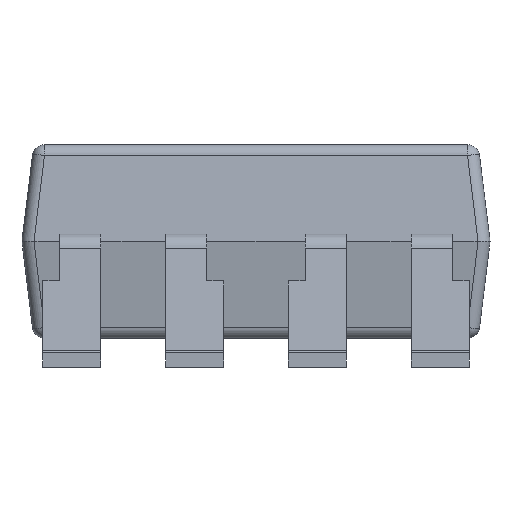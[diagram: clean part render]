
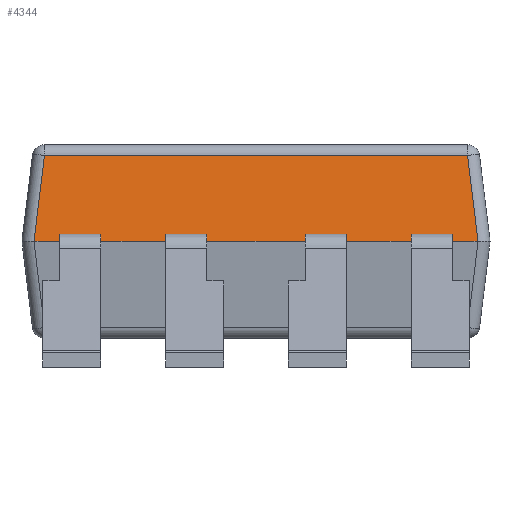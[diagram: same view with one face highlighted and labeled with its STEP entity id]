
A CAD part, front view. The second image highlights one B-rep face of the part: STEP entity #4344.
In plain terms, the highlighted planar face has unit normal (0, -0.993, 0.122).
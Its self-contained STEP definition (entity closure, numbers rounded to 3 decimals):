
#178=PLANE('',#4624);
#370=LINE('',#6165,#887);
#377=LINE('',#6204,#894);
#380=LINE('',#6209,#897);
#456=LINE('',#6409,#973);
#457=LINE('',#6411,#974);
#458=LINE('',#6413,#975);
#459=LINE('',#6415,#976);
#460=LINE('',#6417,#977);
#461=LINE('',#6419,#978);
#462=LINE('',#6421,#979);
#463=LINE('',#6423,#980);
#464=LINE('',#6425,#981);
#465=LINE('',#6427,#982);
#466=LINE('',#6429,#983);
#467=LINE('',#6431,#984);
#468=LINE('',#6433,#985);
#469=LINE('',#6435,#986);
#470=LINE('',#6437,#987);
#471=LINE('',#6439,#988);
#472=LINE('',#6440,#989);
#887=VECTOR('',#4996,10.);
#894=VECTOR('',#5045,10.);
#897=VECTOR('',#5052,10.);
#973=VECTOR('',#5144,10.);
#974=VECTOR('',#5145,10.);
#975=VECTOR('',#5146,10.);
#976=VECTOR('',#5147,10.);
#977=VECTOR('',#5148,10.);
#978=VECTOR('',#5149,10.);
#979=VECTOR('',#5150,10.);
#980=VECTOR('',#5151,10.);
#981=VECTOR('',#5152,10.);
#982=VECTOR('',#5153,10.);
#983=VECTOR('',#5154,10.);
#984=VECTOR('',#5155,10.);
#985=VECTOR('',#5156,10.);
#986=VECTOR('',#5157,10.);
#987=VECTOR('',#5158,10.);
#988=VECTOR('',#5159,10.);
#989=VECTOR('',#5160,10.);
#1463=FACE_OUTER_BOUND('',#1698,.T.);
#1698=EDGE_LOOP('',(#3268,#3269,#3270,#3271,#3272,#3273,#3274,#3275,#3276,
#3277,#3278,#3279,#3280,#3281,#3282,#3283,#3284,#3285,#3286,#3287));
#1994=VERTEX_POINT('',#6067);
#2007=VERTEX_POINT('',#6103);
#2028=VERTEX_POINT('',#6164);
#2036=VERTEX_POINT('',#6194);
#2115=VERTEX_POINT('',#6408);
#2116=VERTEX_POINT('',#6410);
#2117=VERTEX_POINT('',#6412);
#2118=VERTEX_POINT('',#6414);
#2119=VERTEX_POINT('',#6416);
#2120=VERTEX_POINT('',#6418);
#2121=VERTEX_POINT('',#6420);
#2122=VERTEX_POINT('',#6422);
#2123=VERTEX_POINT('',#6424);
#2124=VERTEX_POINT('',#6426);
#2125=VERTEX_POINT('',#6428);
#2126=VERTEX_POINT('',#6430);
#2127=VERTEX_POINT('',#6432);
#2128=VERTEX_POINT('',#6434);
#2129=VERTEX_POINT('',#6436);
#2130=VERTEX_POINT('',#6438);
#2458=EDGE_CURVE('',#2007,#2028,#370,.T.);
#2478=EDGE_CURVE('',#2036,#1994,#377,.T.);
#2481=EDGE_CURVE('',#2028,#2036,#380,.T.);
#2566=EDGE_CURVE('',#2007,#2115,#456,.T.);
#2567=EDGE_CURVE('',#2115,#2116,#457,.T.);
#2568=EDGE_CURVE('',#2116,#2117,#458,.T.);
#2569=EDGE_CURVE('',#2117,#2118,#459,.T.);
#2570=EDGE_CURVE('',#2118,#2119,#460,.T.);
#2571=EDGE_CURVE('',#2119,#2120,#461,.T.);
#2572=EDGE_CURVE('',#2120,#2121,#462,.T.);
#2573=EDGE_CURVE('',#2121,#2122,#463,.T.);
#2574=EDGE_CURVE('',#2122,#2123,#464,.T.);
#2575=EDGE_CURVE('',#2123,#2124,#465,.T.);
#2576=EDGE_CURVE('',#2124,#2125,#466,.T.);
#2577=EDGE_CURVE('',#2125,#2126,#467,.T.);
#2578=EDGE_CURVE('',#2126,#2127,#468,.T.);
#2579=EDGE_CURVE('',#2127,#2128,#469,.T.);
#2580=EDGE_CURVE('',#2128,#2129,#470,.T.);
#2581=EDGE_CURVE('',#2129,#2130,#471,.T.);
#2582=EDGE_CURVE('',#2130,#1994,#472,.T.);
#3268=ORIENTED_EDGE('',*,*,#2458,.F.);
#3269=ORIENTED_EDGE('',*,*,#2566,.T.);
#3270=ORIENTED_EDGE('',*,*,#2567,.T.);
#3271=ORIENTED_EDGE('',*,*,#2568,.T.);
#3272=ORIENTED_EDGE('',*,*,#2569,.T.);
#3273=ORIENTED_EDGE('',*,*,#2570,.T.);
#3274=ORIENTED_EDGE('',*,*,#2571,.T.);
#3275=ORIENTED_EDGE('',*,*,#2572,.T.);
#3276=ORIENTED_EDGE('',*,*,#2573,.T.);
#3277=ORIENTED_EDGE('',*,*,#2574,.T.);
#3278=ORIENTED_EDGE('',*,*,#2575,.T.);
#3279=ORIENTED_EDGE('',*,*,#2576,.T.);
#3280=ORIENTED_EDGE('',*,*,#2577,.T.);
#3281=ORIENTED_EDGE('',*,*,#2578,.T.);
#3282=ORIENTED_EDGE('',*,*,#2579,.T.);
#3283=ORIENTED_EDGE('',*,*,#2580,.T.);
#3284=ORIENTED_EDGE('',*,*,#2581,.T.);
#3285=ORIENTED_EDGE('',*,*,#2582,.T.);
#3286=ORIENTED_EDGE('',*,*,#2478,.F.);
#3287=ORIENTED_EDGE('',*,*,#2481,.F.);
#4344=ADVANCED_FACE('',(#1463),#178,.T.);
#4624=AXIS2_PLACEMENT_3D('',#6407,#5142,#5143);
#4996=DIRECTION('',(0.121,0.121,0.985));
#5045=DIRECTION('',(0.121,-0.121,-0.985));
#5052=DIRECTION('',(1.,0.,0.));
#5142=DIRECTION('center_axis',(0.,-0.993,0.122));
#5143=DIRECTION('ref_axis',(1.,0.,0.));
#5144=DIRECTION('',(1.,0.,0.));
#5145=DIRECTION('',(0.,0.122,0.993));
#5146=DIRECTION('',(1.,0.,0.));
#5147=DIRECTION('',(0.,-0.122,-0.993));
#5148=DIRECTION('',(1.,0.,0.));
#5149=DIRECTION('',(0.,0.122,0.993));
#5150=DIRECTION('',(1.,0.,0.));
#5151=DIRECTION('',(0.,-0.122,-0.993));
#5152=DIRECTION('',(1.,0.,0.));
#5153=DIRECTION('',(0.,0.122,0.993));
#5154=DIRECTION('',(1.,0.,0.));
#5155=DIRECTION('',(0.,-0.122,-0.993));
#5156=DIRECTION('',(1.,0.,0.));
#5157=DIRECTION('',(0.,0.122,0.993));
#5158=DIRECTION('',(1.,0.,0.));
#5159=DIRECTION('',(0.,-0.122,-0.993));
#5160=DIRECTION('',(1.,0.,0.));
#6067=CARTESIAN_POINT('',(4.592,-3.25,2.6));
#6103=CARTESIAN_POINT('',(-4.592,-3.25,2.6));
#6164=CARTESIAN_POINT('',(-4.373,-3.031,4.38));
#6165=CARTESIAN_POINT('',(-4.525,-3.183,3.147));
#6194=CARTESIAN_POINT('',(4.373,-3.031,4.38));
#6204=CARTESIAN_POINT('',(4.548,-3.206,2.958));
#6209=CARTESIAN_POINT('',(2.42,-3.031,4.38));
#6407=CARTESIAN_POINT('Origin',(4.84,-3.25,2.6));
#6408=CARTESIAN_POINT('',(-4.06,-3.25,2.6));
#6409=CARTESIAN_POINT('',(-4.84,-3.25,2.6));
#6410=CARTESIAN_POINT('',(-4.06,-3.232,2.75));
#6411=CARTESIAN_POINT('',(-4.06,-3.192,3.071));
#6412=CARTESIAN_POINT('',(-3.21,-3.232,2.75));
#6413=CARTESIAN_POINT('',(0.515,-3.232,2.75));
#6414=CARTESIAN_POINT('',(-3.21,-3.25,2.6));
#6415=CARTESIAN_POINT('',(-3.21,-3.33,1.946));
#6416=CARTESIAN_POINT('',(-1.87,-3.25,2.6));
#6417=CARTESIAN_POINT('',(-4.84,-3.25,2.6));
#6418=CARTESIAN_POINT('',(-1.87,-3.232,2.75));
#6419=CARTESIAN_POINT('',(-1.87,-3.33,1.946));
#6420=CARTESIAN_POINT('',(-1.02,-3.232,2.75));
#6421=CARTESIAN_POINT('',(1.785,-3.232,2.75));
#6422=CARTESIAN_POINT('',(-1.02,-3.25,2.6));
#6423=CARTESIAN_POINT('',(-1.02,-3.275,2.395));
#6424=CARTESIAN_POINT('',(1.02,-3.25,2.6));
#6425=CARTESIAN_POINT('',(-4.84,-3.25,2.6));
#6426=CARTESIAN_POINT('',(1.02,-3.232,2.75));
#6427=CARTESIAN_POINT('',(1.02,-3.192,3.071));
#6428=CARTESIAN_POINT('',(1.87,-3.232,2.75));
#6429=CARTESIAN_POINT('',(3.055,-3.232,2.75));
#6430=CARTESIAN_POINT('',(1.87,-3.25,2.6));
#6431=CARTESIAN_POINT('',(1.87,-3.33,1.946));
#6432=CARTESIAN_POINT('',(3.21,-3.25,2.6));
#6433=CARTESIAN_POINT('',(-4.84,-3.25,2.6));
#6434=CARTESIAN_POINT('',(3.21,-3.232,2.75));
#6435=CARTESIAN_POINT('',(3.21,-3.33,1.946));
#6436=CARTESIAN_POINT('',(4.06,-3.232,2.75));
#6437=CARTESIAN_POINT('',(4.325,-3.232,2.75));
#6438=CARTESIAN_POINT('',(4.06,-3.25,2.6));
#6439=CARTESIAN_POINT('',(4.06,-3.275,2.395));
#6440=CARTESIAN_POINT('',(-4.84,-3.25,2.6));
